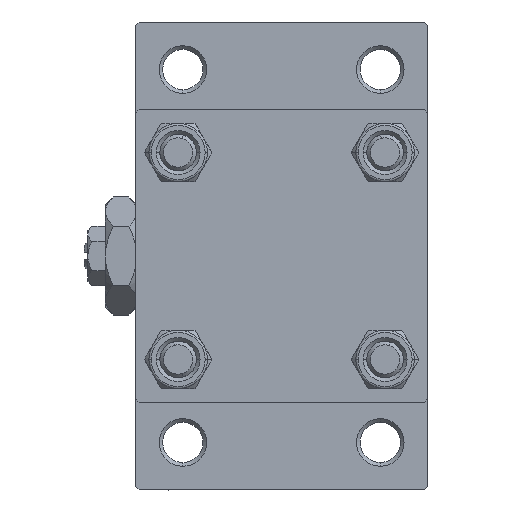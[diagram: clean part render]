
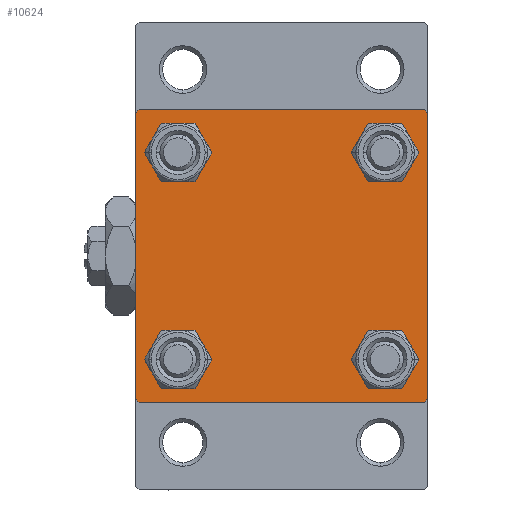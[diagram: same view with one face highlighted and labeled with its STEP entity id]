
A CAD part, left-side view. The second image highlights one B-rep face of the part: STEP entity #10624.
In plain terms, the highlighted planar face has unit normal (-1, 0, 0).
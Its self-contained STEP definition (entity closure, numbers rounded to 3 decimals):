
#84 = AXIS2_PLACEMENT_3D ( 'NONE', #33025, #20970, #40729 ) ;
#416 = EDGE_CURVE ( 'NONE', #17041, #13106, #14750, .T. ) ;
#558 = CARTESIAN_POINT ( 'NONE',  ( 0., 14.15, 17.15 ) ) ;
#1366 = ORIENTED_EDGE ( 'NONE', *, *, #26122, .F. ) ;
#1678 = DIRECTION ( 'NONE',  ( 1., 0., 0. ) ) ;
#1766 = DIRECTION ( 'NONE',  ( 0., -1., 0. ) ) ;
#2351 = CARTESIAN_POINT ( 'NONE',  ( 0., 14.15, -14.15 ) ) ;
#2762 = CARTESIAN_POINT ( 'NONE',  ( 0., 20., -20. ) ) ;
#2813 = EDGE_CURVE ( 'NONE', #13106, #32717, #45128, .T. ) ;
#3011 = VECTOR ( 'NONE', #1766, 1000. ) ;
#3068 = DIRECTION ( 'NONE',  ( 0., 0., 1. ) ) ;
#3460 = AXIS2_PLACEMENT_3D ( 'NONE', #15563, #43009, #7873 ) ;
#3900 = VERTEX_POINT ( 'NONE', #44720 ) ;
#4143 = CIRCLE ( 'NONE', #25438, 3. ) ;
#5012 = CARTESIAN_POINT ( 'NONE',  ( 0., -20., 20. ) ) ;
#5186 = EDGE_CURVE ( 'NONE', #3900, #21474, #26199, .T. ) ;
#5388 = AXIS2_PLACEMENT_3D ( 'NONE', #49928, #38894, #30439 ) ;
#5879 = ORIENTED_EDGE ( 'NONE', *, *, #19951, .T. ) ;
#5898 = VERTEX_POINT ( 'NONE', #558 ) ;
#7442 = ORIENTED_EDGE ( 'NONE', *, *, #28593, .T. ) ;
#7622 = DIRECTION ( 'NONE',  ( 1., 0., 0. ) ) ;
#7873 = DIRECTION ( 'NONE',  ( 0., 0., 1. ) ) ;
#8195 = CARTESIAN_POINT ( 'NONE',  ( 0., 14.15, 14.15 ) ) ;
#8854 = CIRCLE ( 'NONE', #28460, 3. ) ;
#8892 = FACE_OUTER_BOUND ( 'NONE', #44976, .T. ) ;
#9201 = EDGE_CURVE ( 'NONE', #20140, #37776, #15698, .T. ) ;
#10314 = CIRCLE ( 'NONE', #5388, 3. ) ;
#10624 = ADVANCED_FACE ( 'NONE', ( #27360, #32215, #28373, #35056, #8892 ), #40168, .T. ) ;
#11141 = EDGE_CURVE ( 'NONE', #5898, #34007, #41080, .T. ) ;
#11531 = VERTEX_POINT ( 'NONE', #30279 ) ;
#11717 = DIRECTION ( 'NONE',  ( 0., 0.707, -0.707 ) ) ;
#11815 = VECTOR ( 'NONE', #36180, 1000. ) ;
#11979 = CARTESIAN_POINT ( 'NONE',  ( 0., -14.15, -14.15 ) ) ;
#12666 = EDGE_LOOP ( 'NONE', ( #33581, #5879 ) ) ;
#12667 = CARTESIAN_POINT ( 'NONE',  ( 0., -19.5, 20. ) ) ;
#13106 = VERTEX_POINT ( 'NONE', #45251 ) ;
#13693 = ORIENTED_EDGE ( 'NONE', *, *, #35855, .T. ) ;
#14196 = VECTOR ( 'NONE', #20465, 1000. ) ;
#14252 = CARTESIAN_POINT ( 'NONE',  ( 0., 20., 20. ) ) ;
#14461 = CARTESIAN_POINT ( 'NONE',  ( 0., 20., 19.5 ) ) ;
#14750 = LINE ( 'NONE', #14252, #45687 ) ;
#14925 = ORIENTED_EDGE ( 'NONE', *, *, #5186, .T. ) ;
#15563 = CARTESIAN_POINT ( 'NONE',  ( 0., 0., 0. ) ) ;
#15698 = CIRCLE ( 'NONE', #37020, 3. ) ;
#16764 = CARTESIAN_POINT ( 'NONE',  ( 0., 19.75, 19.75 ) ) ;
#16890 = CARTESIAN_POINT ( 'NONE',  ( 0., -20., -19.5 ) ) ;
#17041 = VERTEX_POINT ( 'NONE', #14461 ) ;
#17472 = DIRECTION ( 'NONE',  ( 1., 0., 0. ) ) ;
#17691 = ORIENTED_EDGE ( 'NONE', *, *, #17903, .T. ) ;
#17903 = EDGE_CURVE ( 'NONE', #37776, #20140, #19758, .T. ) ;
#17937 = LINE ( 'NONE', #2762, #3011 ) ;
#18600 = ORIENTED_EDGE ( 'NONE', *, *, #9201, .T. ) ;
#18695 = DIRECTION ( 'NONE',  ( 0., -0.707, -0.707 ) ) ;
#19614 = CARTESIAN_POINT ( 'NONE',  ( 0., -19.75, 19.75 ) ) ;
#19623 = CARTESIAN_POINT ( 'NONE',  ( 0., -19.5, -20. ) ) ;
#19758 = CIRCLE ( 'NONE', #84, 3. ) ;
#19951 = EDGE_CURVE ( 'NONE', #37758, #26983, #4143, .T. ) ;
#20140 = VERTEX_POINT ( 'NONE', #32857 ) ;
#20329 = CARTESIAN_POINT ( 'NONE',  ( 0., 14.15, 11.15 ) ) ;
#20465 = DIRECTION ( 'NONE',  ( 0., -1., 0. ) ) ;
#20529 = CARTESIAN_POINT ( 'NONE',  ( 0., -19.75, -19.75 ) ) ;
#20970 = DIRECTION ( 'NONE',  ( 1., 0., 0. ) ) ;
#21402 = CARTESIAN_POINT ( 'NONE',  ( 0., 19.5, -20. ) ) ;
#21448 = EDGE_LOOP ( 'NONE', ( #17691, #18600 ) ) ;
#21474 = VERTEX_POINT ( 'NONE', #23525 ) ;
#21599 = DIRECTION ( 'NONE',  ( 0., 0., 1. ) ) ;
#21817 = CARTESIAN_POINT ( 'NONE',  ( 0., -14.15, -14.15 ) ) ;
#23321 = CARTESIAN_POINT ( 'NONE',  ( 0., 14.15, -17.15 ) ) ;
#23507 = LINE ( 'NONE', #16764, #37262 ) ;
#23525 = CARTESIAN_POINT ( 'NONE',  ( 0., -14.15, -17.15 ) ) ;
#24102 = ORIENTED_EDGE ( 'NONE', *, *, #44579, .T. ) ;
#25422 = DIRECTION ( 'NONE',  ( 1., 0., 0. ) ) ;
#25438 = AXIS2_PLACEMENT_3D ( 'NONE', #29875, #1678, #25785 ) ;
#25785 = DIRECTION ( 'NONE',  ( 0., 0., 1. ) ) ;
#26122 = EDGE_CURVE ( 'NONE', #36613, #29137, #32012, .T. ) ;
#26199 = CIRCLE ( 'NONE', #34407, 3. ) ;
#26547 = DIRECTION ( 'NONE',  ( 0., 0., -1. ) ) ;
#26921 = ORIENTED_EDGE ( 'NONE', *, *, #29912, .T. ) ;
#26983 = VERTEX_POINT ( 'NONE', #46095 ) ;
#27356 = LINE ( 'NONE', #5012, #34905 ) ;
#27360 = FACE_BOUND ( 'NONE', #21448, .T. ) ;
#28185 = DIRECTION ( 'NONE',  ( 1., 0., 0. ) ) ;
#28373 = FACE_BOUND ( 'NONE', #12666, .T. ) ;
#28460 = AXIS2_PLACEMENT_3D ( 'NONE', #2351, #37502, #21599 ) ;
#28593 = EDGE_CURVE ( 'NONE', #46629, #35623, #40546, .T. ) ;
#29137 = VERTEX_POINT ( 'NONE', #12667 ) ;
#29852 = AXIS2_PLACEMENT_3D ( 'NONE', #11979, #7622, #31709 ) ;
#29875 = CARTESIAN_POINT ( 'NONE',  ( 0., 14.15, -14.15 ) ) ;
#29912 = EDGE_CURVE ( 'NONE', #21474, #3900, #33160, .T. ) ;
#30279 = CARTESIAN_POINT ( 'NONE',  ( 0., -20., 19.5 ) ) ;
#30439 = DIRECTION ( 'NONE',  ( 0., 0., 1. ) ) ;
#30521 = AXIS2_PLACEMENT_3D ( 'NONE', #8195, #28185, #43836 ) ;
#31305 = ORIENTED_EDGE ( 'NONE', *, *, #45707, .T. ) ;
#31709 = DIRECTION ( 'NONE',  ( 0., 0., 1. ) ) ;
#32012 = LINE ( 'NONE', #47400, #14196 ) ;
#32211 = DIRECTION ( 'NONE',  ( 0., 0., -1. ) ) ;
#32215 = FACE_BOUND ( 'NONE', #43076, .T. ) ;
#32274 = ORIENTED_EDGE ( 'NONE', *, *, #416, .T. ) ;
#32717 = VERTEX_POINT ( 'NONE', #21402 ) ;
#32857 = CARTESIAN_POINT ( 'NONE',  ( 0., -14.15, 11.15 ) ) ;
#33025 = CARTESIAN_POINT ( 'NONE',  ( 0., -14.15, 14.15 ) ) ;
#33160 = CIRCLE ( 'NONE', #29852, 3. ) ;
#33581 = ORIENTED_EDGE ( 'NONE', *, *, #40052, .T. ) ;
#33587 = DIRECTION ( 'NONE',  ( 0., 0., 1. ) ) ;
#34007 = VERTEX_POINT ( 'NONE', #20329 ) ;
#34407 = AXIS2_PLACEMENT_3D ( 'NONE', #21817, #25422, #3068 ) ;
#34431 = EDGE_LOOP ( 'NONE', ( #38180, #13693 ) ) ;
#34905 = VECTOR ( 'NONE', #32211, 1000. ) ;
#35056 = FACE_BOUND ( 'NONE', #34431, .T. ) ;
#35623 = VERTEX_POINT ( 'NONE', #16890 ) ;
#35855 = EDGE_CURVE ( 'NONE', #34007, #5898, #10314, .T. ) ;
#36180 = DIRECTION ( 'NONE',  ( 0., -0.707, 0.707 ) ) ;
#36613 = VERTEX_POINT ( 'NONE', #46462 ) ;
#37020 = AXIS2_PLACEMENT_3D ( 'NONE', #44646, #17472, #33587 ) ;
#37262 = VECTOR ( 'NONE', #11717, 1000. ) ;
#37274 = EDGE_CURVE ( 'NONE', #11531, #35623, #27356, .T. ) ;
#37502 = DIRECTION ( 'NONE',  ( 1., 0., 0. ) ) ;
#37758 = VERTEX_POINT ( 'NONE', #23321 ) ;
#37776 = VERTEX_POINT ( 'NONE', #38966 ) ;
#38180 = ORIENTED_EDGE ( 'NONE', *, *, #11141, .T. ) ;
#38232 = ORIENTED_EDGE ( 'NONE', *, *, #37274, .F. ) ;
#38894 = DIRECTION ( 'NONE',  ( 1., 0., 0. ) ) ;
#38966 = CARTESIAN_POINT ( 'NONE',  ( 0., -14.15, 17.15 ) ) ;
#39742 = ORIENTED_EDGE ( 'NONE', *, *, #49940, .T. ) ;
#40052 = EDGE_CURVE ( 'NONE', #26983, #37758, #8854, .T. ) ;
#40168 = PLANE ( 'NONE',  #3460 ) ;
#40546 = LINE ( 'NONE', #20529, #11815 ) ;
#40729 = DIRECTION ( 'NONE',  ( 0., 0., 1. ) ) ;
#41080 = CIRCLE ( 'NONE', #30521, 3. ) ;
#43009 = DIRECTION ( 'NONE',  ( -1., 0., 0. ) ) ;
#43076 = EDGE_LOOP ( 'NONE', ( #14925, #26921 ) ) ;
#43213 = LINE ( 'NONE', #19614, #43851 ) ;
#43836 = DIRECTION ( 'NONE',  ( 0., 0., 1. ) ) ;
#43851 = VECTOR ( 'NONE', #46550, 1000. ) ;
#44579 = EDGE_CURVE ( 'NONE', #36613, #17041, #23507, .T. ) ;
#44646 = CARTESIAN_POINT ( 'NONE',  ( 0., -14.15, 14.15 ) ) ;
#44720 = CARTESIAN_POINT ( 'NONE',  ( 0., -14.15, -11.15 ) ) ;
#44939 = VECTOR ( 'NONE', #18695, 1000. ) ;
#44976 = EDGE_LOOP ( 'NONE', ( #32274, #45213, #39742, #7442, #38232, #31305, #1366, #24102 ) ) ;
#45128 = LINE ( 'NONE', #45867, #44939 ) ;
#45213 = ORIENTED_EDGE ( 'NONE', *, *, #2813, .T. ) ;
#45251 = CARTESIAN_POINT ( 'NONE',  ( 0., 20., -19.5 ) ) ;
#45687 = VECTOR ( 'NONE', #26547, 1000. ) ;
#45707 = EDGE_CURVE ( 'NONE', #11531, #29137, #43213, .T. ) ;
#45867 = CARTESIAN_POINT ( 'NONE',  ( 0., 19.75, -19.75 ) ) ;
#46095 = CARTESIAN_POINT ( 'NONE',  ( 0., 14.15, -11.15 ) ) ;
#46462 = CARTESIAN_POINT ( 'NONE',  ( 0., 19.5, 20. ) ) ;
#46550 = DIRECTION ( 'NONE',  ( 0., 0.707, 0.707 ) ) ;
#46629 = VERTEX_POINT ( 'NONE', #19623 ) ;
#47400 = CARTESIAN_POINT ( 'NONE',  ( 0., 20., 20. ) ) ;
#49928 = CARTESIAN_POINT ( 'NONE',  ( 0., 14.15, 14.15 ) ) ;
#49940 = EDGE_CURVE ( 'NONE', #32717, #46629, #17937, .T. ) ;
